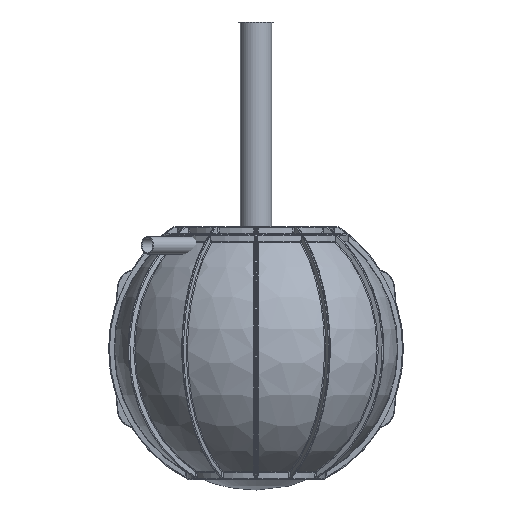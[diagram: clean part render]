
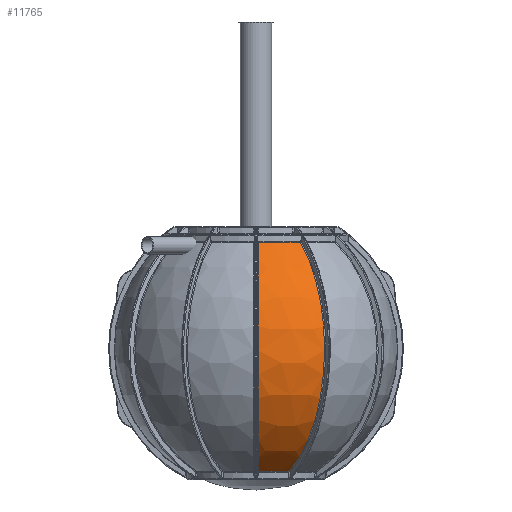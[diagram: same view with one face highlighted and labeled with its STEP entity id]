
A CAD part, front view. The second image highlights one B-rep face of the part: STEP entity #11765.
In plain terms, the highlighted spherical face has radius 900 mm.
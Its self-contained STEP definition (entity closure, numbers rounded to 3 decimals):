
#402=SPHERICAL_SURFACE('',#12841,900.);
#1010=CIRCLE('',#12842,899.884);
#1011=CIRCLE('',#12843,447.078);
#1012=CIRCLE('',#12844,899.884);
#1013=CIRCLE('',#12845,589.576);
#3794=ORIENTED_EDGE('',*,*,#7534,.T.);
#3795=ORIENTED_EDGE('',*,*,#7535,.T.);
#3796=ORIENTED_EDGE('',*,*,#7536,.T.);
#3797=ORIENTED_EDGE('',*,*,#7537,.F.);
#7534=EDGE_CURVE('',#9353,#9354,#1010,.F.);
#7535=EDGE_CURVE('',#9354,#9355,#1011,.T.);
#7536=EDGE_CURVE('',#9355,#9356,#1012,.F.);
#7537=EDGE_CURVE('',#9353,#9356,#1013,.F.);
#9353=VERTEX_POINT('',#20327);
#9354=VERTEX_POINT('',#20328);
#9355=VERTEX_POINT('',#20330);
#9356=VERTEX_POINT('',#20332);
#10118=EDGE_LOOP('',(#3794,#3795,#3796,#3797));
#10904=FACE_BOUND('',#10118,.T.);
#11765=ADVANCED_FACE('',(#10904),#402,.T.);
#12841=AXIS2_PLACEMENT_3D('',#20325,#14384,#14385);
#12842=AXIS2_PLACEMENT_3D('',#20326,#14386,#14387);
#12843=AXIS2_PLACEMENT_3D('',#20329,#14388,#14389);
#12844=AXIS2_PLACEMENT_3D('',#20331,#14390,#14391);
#12845=AXIS2_PLACEMENT_3D('',#20333,#14392,#14393);
#14384=DIRECTION('',(0.,0.,-1.));
#14385=DIRECTION('',(-1.,0.,0.));
#14386=DIRECTION('',(-1.,0.,0.));
#14387=DIRECTION('',(0.,-1.,0.));
#14388=DIRECTION('',(0.,0.,1.));
#14389=DIRECTION('',(1.,0.,0.));
#14390=DIRECTION('',(0.866,0.5,0.));
#14391=DIRECTION('',(-0.5,0.866,0.));
#14392=DIRECTION('',(0.,0.,-1.));
#14393=DIRECTION('',(-1.,0.,0.));
#20325=CARTESIAN_POINT('',(0.,0.,0.));
#20326=CARTESIAN_POINT('',(14.479,0.,0.));
#20327=CARTESIAN_POINT('',(14.479,-589.398,680.));
#20328=CARTESIAN_POINT('',(14.479,-446.844,-781.103));
#20329=CARTESIAN_POINT('',(0.,0.,-781.103));
#20330=CARTESIAN_POINT('',(210.883,-394.217,-781.103));
#20331=CARTESIAN_POINT('',(-12.539,-7.24,0.));
#20332=CARTESIAN_POINT('',(282.16,-517.673,680.));
#20333=CARTESIAN_POINT('',(0.,0.,680.));
